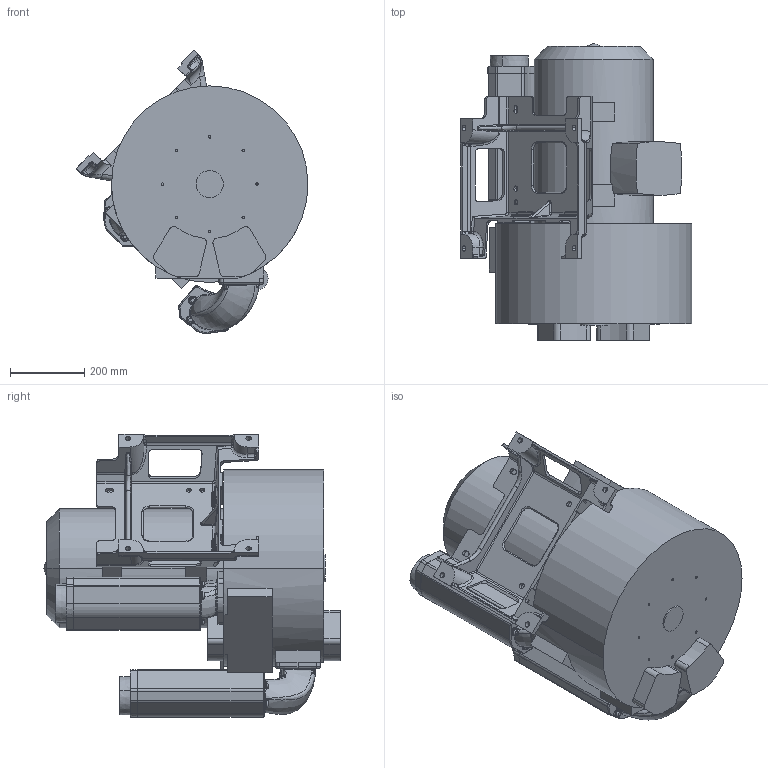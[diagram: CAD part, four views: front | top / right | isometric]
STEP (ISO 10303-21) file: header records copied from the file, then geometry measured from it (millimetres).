
FILE_DESCRIPTION((''),'2;1');
FILE_NAME('3RB550-2AAQ66','2025-02-19T',('Administrator'),(''),'PRO/ENGINEER BY PARAMETRIC TECHNOLOGY CORPORATION, 2007090','PRO/ENGINEER BY PARAMETRIC TECHNOLOGY CORPORATION, 2007090','');
FILE_SCHEMA(('AUTOMOTIVE_DESIGN_CC2 { 1 2 10303 214 -1 1 5 2 }'));
Length unit declared in the file: millimetre
Products named in the file (1): 3RB550-2AAQ66
Bounding box: 625.62 x 799 x 763.71 mm (x, y, z)
Volume: 115867603.5 mm3; surface area: 2444670.3 mm2
Topology: 1 solids, 23 shells, 1132 faces, 2711 edges, 1672 vertices
Faces by surface type: cylinder 358, plane 336, bspline 256, cone 112, torus 54, sphere 12, extrusion 4
Entity records: 50245 total; most frequent: CARTESIAN_POINT 25287, ORIENTED_EDGE 5418, DIRECTION 4926, EDGE_CURVE 2709, AXIS2_PLACEMENT_3D 1930, VERTEX_POINT 1672, EDGE_LOOP 1215, FACE_OUTER_BOUND 1132
